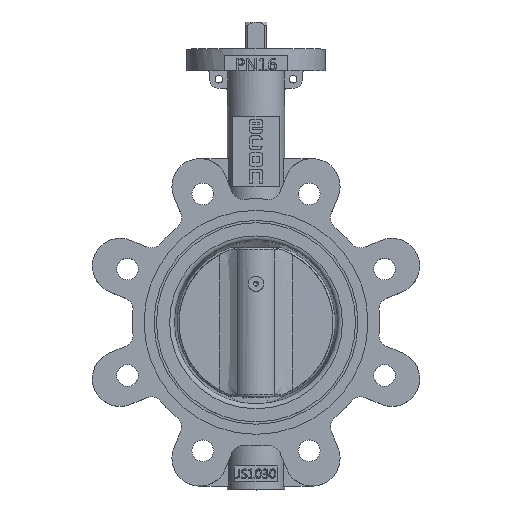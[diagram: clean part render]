
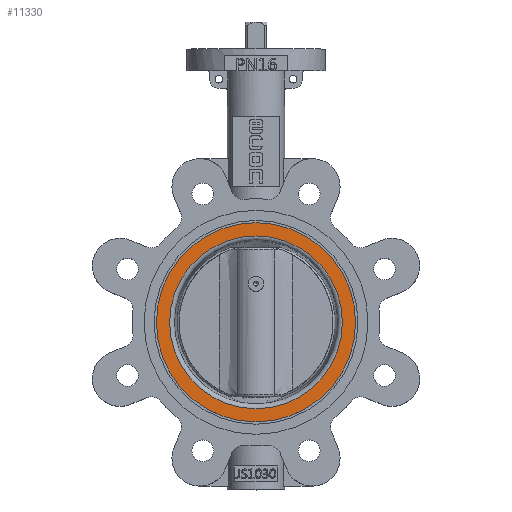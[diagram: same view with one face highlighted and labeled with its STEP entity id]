
A CAD part, top view. The second image highlights one B-rep face of the part: STEP entity #11330.
In plain terms, the highlighted planar face has unit normal (0, 0, 1).
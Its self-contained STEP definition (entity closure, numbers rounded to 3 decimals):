
#777=FACE_BOUND('',#3361,.T.);
#2699=FACE_OUTER_BOUND('',#3360,.T.);
#3360=EDGE_LOOP('',(#7448));
#3361=EDGE_LOOP('',(#7449));
#4110=CIRCLE('',#12087,55.941);
#4111=CIRCLE('',#12089,64.5);
#4533=VERTEX_POINT('',#15950);
#4534=VERTEX_POINT('',#15953);
#5680=EDGE_CURVE('',#4533,#4533,#4110,.T.);
#5681=EDGE_CURVE('',#4534,#4534,#4111,.T.);
#7448=ORIENTED_EDGE('',*,*,#5681,.F.);
#7449=ORIENTED_EDGE('',*,*,#5680,.T.);
#10336=PLANE('',#12088);
#11330=ADVANCED_FACE('',(#2699,#777),#10336,.F.);
#12087=AXIS2_PLACEMENT_3D('',#15951,#13243,#13244);
#12088=AXIS2_PLACEMENT_3D('',#15952,#13245,#13246);
#12089=AXIS2_PLACEMENT_3D('',#15954,#13247,#13248);
#13243=DIRECTION('center_axis',(0.,0.,-1.));
#13244=DIRECTION('ref_axis',(-1.,0.,0.));
#13245=DIRECTION('center_axis',(0.,0.,-1.));
#13246=DIRECTION('ref_axis',(-1.,0.,0.));
#13247=DIRECTION('center_axis',(0.,0.,-1.));
#13248=DIRECTION('ref_axis',(-1.,0.,0.));
#15950=CARTESIAN_POINT('',(-55.941,0.,27.65));
#15951=CARTESIAN_POINT('Origin',(0.,0.,27.65));
#15952=CARTESIAN_POINT('Origin',(0.,64.5,27.65));
#15953=CARTESIAN_POINT('',(-64.5,0.,27.65));
#15954=CARTESIAN_POINT('Origin',(0.,0.,27.65));
